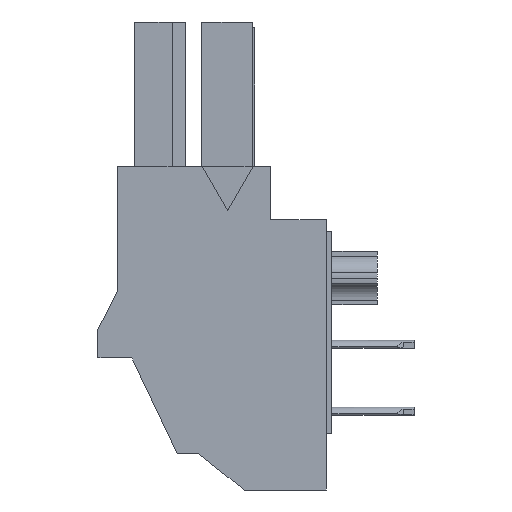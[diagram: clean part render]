
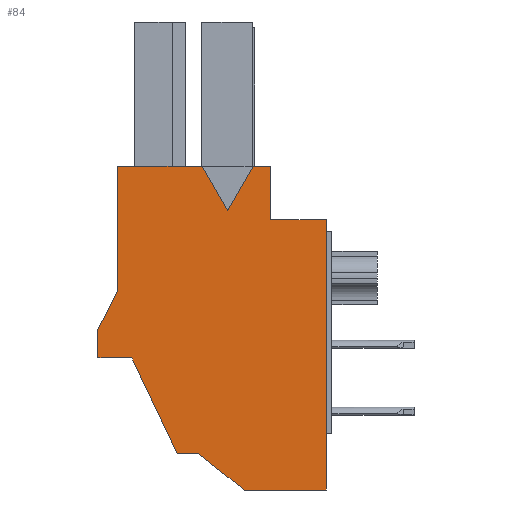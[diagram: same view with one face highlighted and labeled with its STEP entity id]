
A CAD part, left-side view. The second image highlights one B-rep face of the part: STEP entity #84.
In plain terms, the highlighted planar face has unit normal (-1, 0, 0).
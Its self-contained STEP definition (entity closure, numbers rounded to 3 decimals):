
#84=ADVANCED_FACE('',(#417),#418,.F.);
#417=FACE_OUTER_BOUND('',#1073,.T.);
#418=PLANE('',#1074);
#1073=EDGE_LOOP('',(#1779,#1780,#1781,#1782,#1783,#1784,#1785,#1786,#1787,#1788,#1789,#1790,#1791,#1792,#1793));
#1074=AXIS2_PLACEMENT_3D('',#1794,#1795,#1796);
#1779=ORIENTED_EDGE('',*,*,#4472,.F.);
#1780=ORIENTED_EDGE('',*,*,#4473,.F.);
#1781=ORIENTED_EDGE('',*,*,#4474,.F.);
#1782=ORIENTED_EDGE('',*,*,#4475,.F.);
#1783=ORIENTED_EDGE('',*,*,#4476,.F.);
#1784=ORIENTED_EDGE('',*,*,#4477,.F.);
#1785=ORIENTED_EDGE('',*,*,#4478,.F.);
#1786=ORIENTED_EDGE('',*,*,#4479,.F.);
#1787=ORIENTED_EDGE('',*,*,#4480,.F.);
#1788=ORIENTED_EDGE('',*,*,#4481,.F.);
#1789=ORIENTED_EDGE('',*,*,#4482,.F.);
#1790=ORIENTED_EDGE('',*,*,#4483,.F.);
#1791=ORIENTED_EDGE('',*,*,#4484,.F.);
#1792=ORIENTED_EDGE('',*,*,#4485,.F.);
#1793=ORIENTED_EDGE('',*,*,#4486,.F.);
#1794=CARTESIAN_POINT('',(-4.851,0.0,0.0));
#1795=DIRECTION('',(1.0,0.0,0.0));
#1796=DIRECTION('',(0.0,1.0,0.0));
#4472=EDGE_CURVE('',#5457,#5458,#5459,.T.);
#4473=EDGE_CURVE('',#5460,#5457,#5461,.T.);
#4474=EDGE_CURVE('',#5462,#5460,#5463,.T.);
#4475=EDGE_CURVE('',#5464,#5462,#5465,.T.);
#4476=EDGE_CURVE('',#5466,#5464,#5467,.T.);
#4477=EDGE_CURVE('',#5468,#5466,#5469,.T.);
#4478=EDGE_CURVE('',#5470,#5468,#5471,.T.);
#4479=EDGE_CURVE('',#5472,#5470,#5473,.T.);
#4480=EDGE_CURVE('',#5474,#5472,#5475,.T.);
#4481=EDGE_CURVE('',#5476,#5474,#5477,.T.);
#4482=EDGE_CURVE('',#5478,#5476,#5479,.T.);
#4483=EDGE_CURVE('',#5480,#5478,#5481,.T.);
#4484=EDGE_CURVE('',#5482,#5480,#5483,.T.);
#4485=EDGE_CURVE('',#5484,#5482,#5485,.T.);
#4486=EDGE_CURVE('',#5458,#5484,#5486,.T.);
#5457=VERTEX_POINT('',#6959);
#5458=VERTEX_POINT('',#6960);
#5459=LINE('',#6961,#6962);
#5460=VERTEX_POINT('',#6963);
#5461=LINE('',#6964,#6965);
#5462=VERTEX_POINT('',#6966);
#5463=LINE('',#6967,#6968);
#5464=VERTEX_POINT('',#6969);
#5465=LINE('',#6970,#6971);
#5466=VERTEX_POINT('',#6972);
#5467=LINE('',#6973,#6974);
#5468=VERTEX_POINT('',#6975);
#5469=LINE('',#6976,#6977);
#5470=VERTEX_POINT('',#6978);
#5471=LINE('',#6979,#6980);
#5472=VERTEX_POINT('',#6981);
#5473=LINE('',#6982,#6983);
#5474=VERTEX_POINT('',#6984);
#5475=LINE('',#6985,#6986);
#5476=VERTEX_POINT('',#6987);
#5477=LINE('',#6988,#6989);
#5478=VERTEX_POINT('',#6990);
#5479=LINE('',#6991,#6992);
#5480=VERTEX_POINT('',#6993);
#5481=LINE('',#6994,#6995);
#5482=VERTEX_POINT('',#6996);
#5483=LINE('',#6997,#6998);
#5484=VERTEX_POINT('',#6999);
#5485=LINE('',#7000,#7001);
#5486=LINE('',#7002,#7003);
#6959=CARTESIAN_POINT('',(-4.851,4.242,0.0));
#6960=CARTESIAN_POINT('',(-4.851,0.457,0.0));
#6961=CARTESIAN_POINT('',(-4.851,4.242,0.0));
#6962=VECTOR('',#9237,3.785);
#6963=CARTESIAN_POINT('',(-4.851,4.242,-5.563));
#6964=CARTESIAN_POINT('',(-4.851,4.242,-5.563));
#6965=VECTOR('',#9238,5.563);
#6966=CARTESIAN_POINT('',(-4.851,5.131,-7.315));
#6967=CARTESIAN_POINT('',(-4.851,5.131,-7.315));
#6968=VECTOR('',#9239,1.965);
#6969=CARTESIAN_POINT('',(-4.851,5.131,-8.585));
#6970=CARTESIAN_POINT('',(-4.851,5.131,-8.585));
#6971=VECTOR('',#9240,1.27);
#6972=CARTESIAN_POINT('',(-4.851,3.607,-8.585));
#6973=CARTESIAN_POINT('',(-4.851,3.607,-8.585));
#6974=VECTOR('',#9241,1.524);
#6975=CARTESIAN_POINT('',(-4.851,1.575,-12.878));
#6976=CARTESIAN_POINT('',(-4.851,1.575,-12.878));
#6977=VECTOR('',#9242,4.749);
#6978=CARTESIAN_POINT('',(-4.851,0.61,-12.878));
#6979=CARTESIAN_POINT('',(-4.851,0.61,-12.878));
#6980=VECTOR('',#9243,0.965);
#6981=CARTESIAN_POINT('',(-4.851,-1.422,-14.503));
#6982=CARTESIAN_POINT('',(-4.851,-1.422,-14.503));
#6983=VECTOR('',#9244,2.602);
#6984=CARTESIAN_POINT('',(-4.851,-5.105,-14.503));
#6985=CARTESIAN_POINT('',(-4.851,-5.105,-14.503));
#6986=VECTOR('',#9245,3.683);
#6987=CARTESIAN_POINT('',(-4.851,-5.105,-2.388));
#6988=CARTESIAN_POINT('',(-4.851,-5.105,-2.388));
#6989=VECTOR('',#9246,12.116);
#6990=CARTESIAN_POINT('',(-4.851,-2.616,-2.388));
#6991=CARTESIAN_POINT('',(-4.851,-2.616,-2.388));
#6992=VECTOR('',#9247,2.489);
#6993=CARTESIAN_POINT('',(-4.851,-2.616,0.0));
#6994=CARTESIAN_POINT('',(-4.851,-2.616,0.0));
#6995=VECTOR('',#9248,2.388);
#6996=CARTESIAN_POINT('',(-4.851,-1.829,0.0));
#6997=CARTESIAN_POINT('',(-4.851,-1.829,0.0));
#6998=VECTOR('',#9249,0.787);
#6999=CARTESIAN_POINT('',(-4.851,-0.686,-1.98));
#7000=CARTESIAN_POINT('',(-4.851,-0.686,-1.98));
#7001=VECTOR('',#9250,2.286);
#7002=CARTESIAN_POINT('',(-4.851,0.457,0.0));
#7003=VECTOR('',#9251,2.286);
#9237=DIRECTION('',(0.0,-1.0,0.0));
#9238=DIRECTION('',(0.0,0.0,1.0));
#9239=DIRECTION('',(0.0,-0.452,0.892));
#9240=DIRECTION('',(0.0,0.0,1.0));
#9241=DIRECTION('',(0.0,1.0,0.0));
#9242=DIRECTION('',(0.0,0.428,0.904));
#9243=DIRECTION('',(0.0,1.0,0.0));
#9244=DIRECTION('',(0.0,0.781,0.625));
#9245=DIRECTION('',(0.0,1.0,0.0));
#9246=DIRECTION('',(0.0,0.0,-1.0));
#9247=DIRECTION('',(0.0,-1.0,0.0));
#9248=DIRECTION('',(0.0,0.0,-1.0));
#9249=DIRECTION('',(0.0,-1.0,0.0));
#9250=DIRECTION('',(0.0,-0.5,0.866));
#9251=DIRECTION('',(0.0,-0.5,-0.866));
